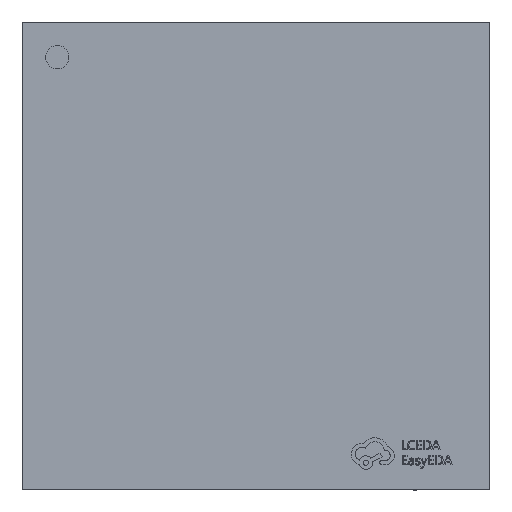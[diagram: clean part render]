
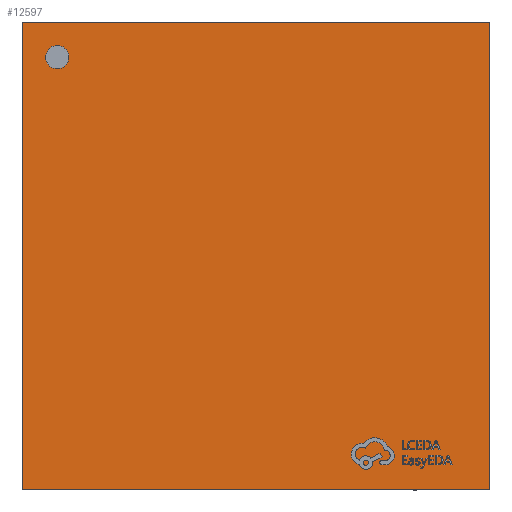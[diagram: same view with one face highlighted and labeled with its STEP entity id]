
A CAD part, top view. The second image highlights one B-rep face of the part: STEP entity #12597.
In plain terms, the highlighted planar face has unit normal (0, 0, 1).
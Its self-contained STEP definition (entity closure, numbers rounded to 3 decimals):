
#66 = VERTEX_POINT ( 'NONE', #4192 ) ;
#88 = FACE_OUTER_BOUND ( 'NONE', #11541, .T. ) ;
#161 = ORIENTED_EDGE ( 'NONE', *, *, #7475, .T. ) ;
#643 = CIRCLE ( 'NONE', #18180, 0.1 ) ;
#1192 = LINE ( 'NONE', #21297, #11923 ) ;
#1498 = DIRECTION ( 'NONE',  ( 0., -1., 0. ) ) ;
#1662 = CARTESIAN_POINT ( 'NONE',  ( 2., 2., 0.73 ) ) ;
#1768 = DIRECTION ( 'NONE',  ( 1., 0., 0. ) ) ;
#1846 = EDGE_CURVE ( 'NONE', #2117, #8966, #643, .T. ) ;
#1851 = VERTEX_POINT ( 'NONE', #18377 ) ;
#2117 = VERTEX_POINT ( 'NONE', #13145 ) ;
#3082 = VECTOR ( 'NONE', #1768, 1000. ) ;
#3338 = LINE ( 'NONE', #1662, #9766 ) ;
#3380 = VERTEX_POINT ( 'NONE', #8717 ) ;
#3468 = DIRECTION ( 'NONE',  ( 0., 0., 1. ) ) ;
#4192 = CARTESIAN_POINT ( 'NONE',  ( -2., 2., 0.73 ) ) ;
#4610 = DIRECTION ( 'NONE',  ( -1., 0., 0. ) ) ;
#5476 = AXIS2_PLACEMENT_3D ( 'NONE', #11691, #19729, #21715 ) ;
#6370 = CARTESIAN_POINT ( 'NONE',  ( 2., -2., 0.73 ) ) ;
#6425 = CARTESIAN_POINT ( 'NONE',  ( -2., 2., 0.73 ) ) ;
#6975 = ORIENTED_EDGE ( 'NONE', *, *, #17335, .T. ) ;
#7475 = EDGE_CURVE ( 'NONE', #66, #3380, #13100, .T. ) ;
#7796 = ORIENTED_EDGE ( 'NONE', *, *, #19839, .T. ) ;
#8084 = DIRECTION ( 'NONE',  ( 0., 0., -1. ) ) ;
#8288 = PLANE ( 'NONE',  #11903 ) ;
#8717 = CARTESIAN_POINT ( 'NONE',  ( -2., -2., 0.73 ) ) ;
#8966 = VERTEX_POINT ( 'NONE', #11514 ) ;
#8988 = VECTOR ( 'NONE', #1498, 1000. ) ;
#9766 = VECTOR ( 'NONE', #9876, 1000. ) ;
#9876 = DIRECTION ( 'NONE',  ( 0., 1., 0. ) ) ;
#11514 = CARTESIAN_POINT ( 'NONE',  ( -1.7, 1.8, 0.73 ) ) ;
#11541 = EDGE_LOOP ( 'NONE', ( #6975, #7796, #16138, #161 ) ) ;
#11691 = CARTESIAN_POINT ( 'NONE',  ( -1.7, 1.7, 0.73 ) ) ;
#11903 = AXIS2_PLACEMENT_3D ( 'NONE', #13434, #8084, #18204 ) ;
#11923 = VECTOR ( 'NONE', #4610, 1000. ) ;
#12595 = EDGE_LOOP ( 'NONE', ( #13985, #20971 ) ) ;
#12597 = ADVANCED_FACE ( 'NONE', ( #19289, #88 ), #8288, .F. ) ;
#13100 = LINE ( 'NONE', #6425, #8988 ) ;
#13145 = CARTESIAN_POINT ( 'NONE',  ( -1.7, 1.6, 0.73 ) ) ;
#13374 = LINE ( 'NONE', #20093, #3082 ) ;
#13434 = CARTESIAN_POINT ( 'NONE',  ( 0., 0., 0.73 ) ) ;
#13985 = ORIENTED_EDGE ( 'NONE', *, *, #1846, .F. ) ;
#14920 = CIRCLE ( 'NONE', #5476, 0.1 ) ;
#15774 = EDGE_CURVE ( 'NONE', #8966, #2117, #14920, .T. ) ;
#16095 = VERTEX_POINT ( 'NONE', #6370 ) ;
#16138 = ORIENTED_EDGE ( 'NONE', *, *, #21383, .T. ) ;
#16602 = DIRECTION ( 'NONE',  ( 0., -1., 0. ) ) ;
#17335 = EDGE_CURVE ( 'NONE', #3380, #16095, #13374, .T. ) ;
#18180 = AXIS2_PLACEMENT_3D ( 'NONE', #20218, #3468, #16602 ) ;
#18204 = DIRECTION ( 'NONE',  ( 0., 1., 0. ) ) ;
#18377 = CARTESIAN_POINT ( 'NONE',  ( 2., 2., 0.73 ) ) ;
#19289 = FACE_BOUND ( 'NONE', #12595, .T. ) ;
#19729 = DIRECTION ( 'NONE',  ( 0., 0., 1. ) ) ;
#19839 = EDGE_CURVE ( 'NONE', #16095, #1851, #3338, .T. ) ;
#20093 = CARTESIAN_POINT ( 'NONE',  ( -2., -2., 0.73 ) ) ;
#20218 = CARTESIAN_POINT ( 'NONE',  ( -1.7, 1.7, 0.73 ) ) ;
#20971 = ORIENTED_EDGE ( 'NONE', *, *, #15774, .F. ) ;
#21297 = CARTESIAN_POINT ( 'NONE',  ( -2., 2., 0.73 ) ) ;
#21383 = EDGE_CURVE ( 'NONE', #1851, #66, #1192, .T. ) ;
#21715 = DIRECTION ( 'NONE',  ( 0., -1., 0. ) ) ;
